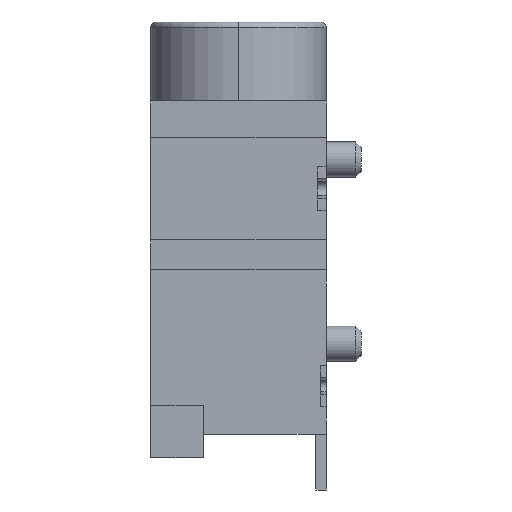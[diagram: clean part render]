
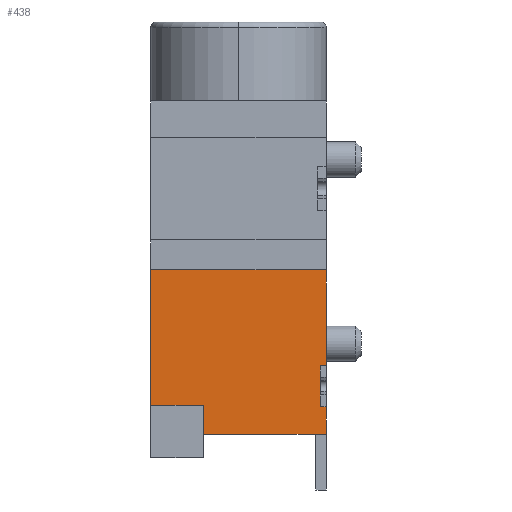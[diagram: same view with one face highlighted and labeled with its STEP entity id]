
A CAD part, left-side view. The second image highlights one B-rep face of the part: STEP entity #438.
In plain terms, the highlighted planar face has unit normal (-1, 0, 0).
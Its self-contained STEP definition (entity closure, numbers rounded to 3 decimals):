
#123 = CARTESIAN_POINT ( 'NONE',  ( -3.4, 0., -11.4 ) ) ;
#136 = EDGE_CURVE ( 'NONE', #571, #769, #610, .T. ) ;
#144 = VERTEX_POINT ( 'NONE', #2027 ) ;
#170 = LINE ( 'NONE', #3332, #1649 ) ;
#191 = PLANE ( 'NONE',  #1758 ) ;
#238 = VERTEX_POINT ( 'NONE', #3507 ) ;
#279 = DIRECTION ( 'NONE',  ( 0., 0., -1. ) ) ;
#294 = CARTESIAN_POINT ( 'NONE',  ( -3.4, 4.2, -10.4 ) ) ;
#396 = CARTESIAN_POINT ( 'NONE',  ( -3.4, 0.05, -9.05 ) ) ;
#408 = DIRECTION ( 'NONE',  ( 0., -1., 0. ) ) ;
#438 = ADVANCED_FACE ( 'NONE', ( #3460 ), #191, .T. ) ;
#452 = VECTOR ( 'NONE', #1455, 1000. ) ;
#454 = CARTESIAN_POINT ( 'NONE',  ( -3.4, 0., -12.2 ) ) ;
#477 = EDGE_CURVE ( 'NONE', #144, #489, #3382, .T. ) ;
#479 = VECTOR ( 'NONE', #746, 1000. ) ;
#489 = VERTEX_POINT ( 'NONE', #3201 ) ;
#507 = VECTOR ( 'NONE', #3187, 1000. ) ;
#523 = ORIENTED_EDGE ( 'NONE', *, *, #3344, .T. ) ;
#571 = VERTEX_POINT ( 'NONE', #1167 ) ;
#610 = LINE ( 'NONE', #1730, #507 ) ;
#687 = CARTESIAN_POINT ( 'NONE',  ( -3.4, 4.2, -11.4 ) ) ;
#746 = DIRECTION ( 'NONE',  ( 0., 0., 1. ) ) ;
#769 = VERTEX_POINT ( 'NONE', #687 ) ;
#1003 = CARTESIAN_POINT ( 'NONE',  ( -3.4, 0., -9.05 ) ) ;
#1025 = EDGE_CURVE ( 'NONE', #571, #238, #2294, .T. ) ;
#1079 = ORIENTED_EDGE ( 'NONE', *, *, #1939, .F. ) ;
#1103 = VECTOR ( 'NONE', #1577, 1000. ) ;
#1167 = CARTESIAN_POINT ( 'NONE',  ( -3.4, 4.2, -10.4 ) ) ;
#1247 = ORIENTED_EDGE ( 'NONE', *, *, #2072, .T. ) ;
#1286 = CARTESIAN_POINT ( 'NONE',  ( -3.4, 6., -12.2 ) ) ;
#1314 = VERTEX_POINT ( 'NONE', #1551 ) ;
#1389 = ORIENTED_EDGE ( 'NONE', *, *, #3114, .F. ) ;
#1393 = VECTOR ( 'NONE', #279, 1000. ) ;
#1455 = DIRECTION ( 'NONE',  ( 0., 1., 0. ) ) ;
#1551 = CARTESIAN_POINT ( 'NONE',  ( -3.4, 6., -5.775 ) ) ;
#1577 = DIRECTION ( 'NONE',  ( 0., 0., 1. ) ) ;
#1649 = VECTOR ( 'NONE', #3611, 1000. ) ;
#1730 = CARTESIAN_POINT ( 'NONE',  ( -3.4, 4.2, -12.2 ) ) ;
#1758 = AXIS2_PLACEMENT_3D ( 'NONE', #2535, #3563, #408 ) ;
#1864 = LINE ( 'NONE', #3783, #3426 ) ;
#1873 = DIRECTION ( 'NONE',  ( 0., 1., 0. ) ) ;
#1933 = VERTEX_POINT ( 'NONE', #1003 ) ;
#1939 = EDGE_CURVE ( 'NONE', #238, #1314, #3451, .T. ) ;
#1944 = ORIENTED_EDGE ( 'NONE', *, *, #2088, .T. ) ;
#1987 = VECTOR ( 'NONE', #3323, 1000. ) ;
#2027 = CARTESIAN_POINT ( 'NONE',  ( -3.4, 0.05, -10.45 ) ) ;
#2036 = DIRECTION ( 'NONE',  ( 0., 1., 0. ) ) ;
#2057 = LINE ( 'NONE', #454, #479 ) ;
#2072 = EDGE_CURVE ( 'NONE', #2114, #1933, #170, .T. ) ;
#2088 = EDGE_CURVE ( 'NONE', #3420, #1314, #2339, .T. ) ;
#2114 = VERTEX_POINT ( 'NONE', #396 ) ;
#2258 = ORIENTED_EDGE ( 'NONE', *, *, #136, .T. ) ;
#2281 = ORIENTED_EDGE ( 'NONE', *, *, #477, .F. ) ;
#2294 = LINE ( 'NONE', #294, #452 ) ;
#2321 = CARTESIAN_POINT ( 'NONE',  ( -3.4, 0.05, -10.45 ) ) ;
#2339 = LINE ( 'NONE', #3624, #2529 ) ;
#2457 = CARTESIAN_POINT ( 'NONE',  ( -3.4, 0., -5.775 ) ) ;
#2521 = ORIENTED_EDGE ( 'NONE', *, *, #1025, .F. ) ;
#2529 = VECTOR ( 'NONE', #1873, 1000. ) ;
#2535 = CARTESIAN_POINT ( 'NONE',  ( -3.4, 0., -12.2 ) ) ;
#2551 = VERTEX_POINT ( 'NONE', #123 ) ;
#2590 = EDGE_CURVE ( 'NONE', #2551, #489, #2057, .T. ) ;
#2732 = CARTESIAN_POINT ( 'NONE',  ( -3.4, 0., -12.2 ) ) ;
#2982 = LINE ( 'NONE', #3760, #1393 ) ;
#3014 = VECTOR ( 'NONE', #3309, 1000. ) ;
#3102 = LINE ( 'NONE', #2732, #3014 ) ;
#3114 = EDGE_CURVE ( 'NONE', #2551, #769, #1864, .T. ) ;
#3187 = DIRECTION ( 'NONE',  ( 0., 0., -1. ) ) ;
#3201 = CARTESIAN_POINT ( 'NONE',  ( -3.4, 0., -10.45 ) ) ;
#3309 = DIRECTION ( 'NONE',  ( 0., 0., 1. ) ) ;
#3323 = DIRECTION ( 'NONE',  ( 0., -1., 0. ) ) ;
#3332 = CARTESIAN_POINT ( 'NONE',  ( -3.4, 0.05, -9.05 ) ) ;
#3344 = EDGE_CURVE ( 'NONE', #1933, #3420, #3102, .T. ) ;
#3382 = LINE ( 'NONE', #2321, #1987 ) ;
#3420 = VERTEX_POINT ( 'NONE', #2457 ) ;
#3426 = VECTOR ( 'NONE', #2036, 1000. ) ;
#3451 = LINE ( 'NONE', #1286, #1103 ) ;
#3460 = FACE_OUTER_BOUND ( 'NONE', #3802, .T. ) ;
#3507 = CARTESIAN_POINT ( 'NONE',  ( -3.4, 6., -10.4 ) ) ;
#3563 = DIRECTION ( 'NONE',  ( -1., 0., 0. ) ) ;
#3574 = ORIENTED_EDGE ( 'NONE', *, *, #2590, .T. ) ;
#3611 = DIRECTION ( 'NONE',  ( 0., -1., 0. ) ) ;
#3624 = CARTESIAN_POINT ( 'NONE',  ( -3.4, 0., -5.775 ) ) ;
#3677 = ORIENTED_EDGE ( 'NONE', *, *, #3717, .F. ) ;
#3717 = EDGE_CURVE ( 'NONE', #2114, #144, #2982, .T. ) ;
#3760 = CARTESIAN_POINT ( 'NONE',  ( -3.4, 0.05, -9.05 ) ) ;
#3783 = CARTESIAN_POINT ( 'NONE',  ( -3.4, 0., -11.4 ) ) ;
#3802 = EDGE_LOOP ( 'NONE', ( #2281, #3677, #1247, #523, #1944, #1079, #2521, #2258, #1389, #3574 ) ) ;
